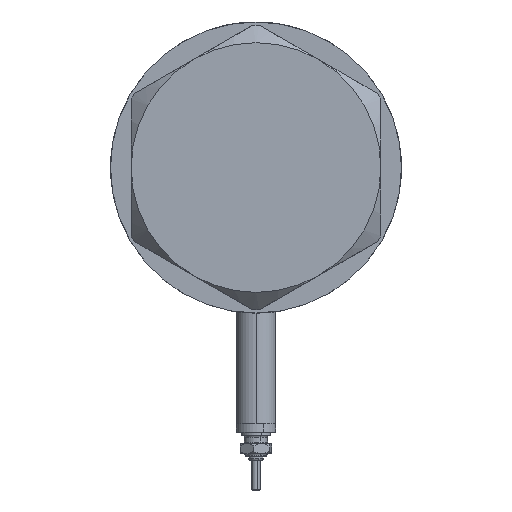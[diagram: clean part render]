
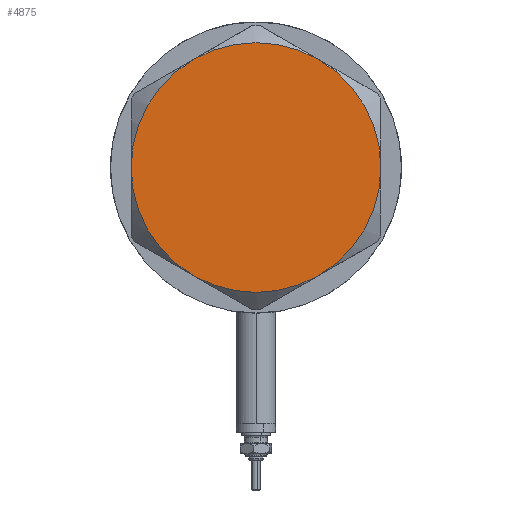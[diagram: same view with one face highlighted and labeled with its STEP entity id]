
A CAD part, left-side view. The second image highlights one B-rep face of the part: STEP entity #4875.
In plain terms, the highlighted face is planar.
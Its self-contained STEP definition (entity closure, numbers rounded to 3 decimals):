
#135 = ORIENTED_EDGE ( 'NONE', *, *, #1036, .T. ) ;
#204 = CARTESIAN_POINT ( 'NONE',  ( 0., 0., 13. ) ) ;
#241 = ORIENTED_EDGE ( 'NONE', *, *, #2132, .T. ) ;
#247 = VERTEX_POINT ( 'NONE', #1806 ) ;
#391 = DIRECTION ( 'NONE',  ( 1., 0., 0. ) ) ;
#864 = AXIS2_PLACEMENT_3D ( 'NONE', #4547, #2776, #5901 ) ;
#865 = CIRCLE ( 'NONE', #3835, 37.75 ) ;
#1036 = EDGE_CURVE ( 'NONE', #1847, #5008, #1324, .T. ) ;
#1087 = PLANE ( 'NONE',  #4316 ) ;
#1116 = DIRECTION ( 'NONE',  ( 0., 0., 1. ) ) ;
#1306 = DIRECTION ( 'NONE',  ( 0., 0., 1. ) ) ;
#1324 = CIRCLE ( 'NONE', #4674, 37.75 ) ;
#1333 = CIRCLE ( 'NONE', #5872, 37.75 ) ;
#1565 = EDGE_LOOP ( 'NONE', ( #241, #135, #4159, #3747, #3159, #4151 ) ) ;
#1802 = CARTESIAN_POINT ( 'NONE',  ( -18.875, -32.692, 13. ) ) ;
#1806 = CARTESIAN_POINT ( 'NONE',  ( 18.875, -32.692, 13. ) ) ;
#1847 = VERTEX_POINT ( 'NONE', #3760 ) ;
#2070 = CARTESIAN_POINT ( 'NONE',  ( 0., 0., 13. ) ) ;
#2100 = FACE_OUTER_BOUND ( 'NONE', #1565, .T. ) ;
#2132 = EDGE_CURVE ( 'NONE', #247, #1847, #1333, .T. ) ;
#2207 = CARTESIAN_POINT ( 'NONE',  ( -18.875, 32.692, 13. ) ) ;
#2501 = AXIS2_PLACEMENT_3D ( 'NONE', #4735, #4645, #5202 ) ;
#2776 = DIRECTION ( 'NONE',  ( 0., 0., 1. ) ) ;
#2822 = VERTEX_POINT ( 'NONE', #3454 ) ;
#2880 = CARTESIAN_POINT ( 'NONE',  ( 0., 0., 13. ) ) ;
#2983 = DIRECTION ( 'NONE',  ( 0., 0., 1. ) ) ;
#3079 = CIRCLE ( 'NONE', #864, 37.75 ) ;
#3159 = ORIENTED_EDGE ( 'NONE', *, *, #3549, .T. ) ;
#3290 = EDGE_CURVE ( 'NONE', #5935, #247, #5594, .T. ) ;
#3449 = CIRCLE ( 'NONE', #4413, 37.75 ) ;
#3454 = CARTESIAN_POINT ( 'NONE',  ( -37.75, 0., 13. ) ) ;
#3549 = EDGE_CURVE ( 'NONE', #2822, #5935, #865, .T. ) ;
#3747 = ORIENTED_EDGE ( 'NONE', *, *, #5666, .T. ) ;
#3760 = CARTESIAN_POINT ( 'NONE',  ( 37.75, 0., 13. ) ) ;
#3769 = DIRECTION ( 'NONE',  ( 0., 0., 1. ) ) ;
#3835 = AXIS2_PLACEMENT_3D ( 'NONE', #5053, #5154, #5715 ) ;
#3938 = VERTEX_POINT ( 'NONE', #2207 ) ;
#4041 = CARTESIAN_POINT ( 'NONE',  ( 0., 0., 13. ) ) ;
#4151 = ORIENTED_EDGE ( 'NONE', *, *, #3290, .T. ) ;
#4159 = ORIENTED_EDGE ( 'NONE', *, *, #5904, .T. ) ;
#4316 = AXIS2_PLACEMENT_3D ( 'NONE', #2070, #1116, #4794 ) ;
#4363 = DIRECTION ( 'NONE',  ( 1., 0., 0. ) ) ;
#4413 = AXIS2_PLACEMENT_3D ( 'NONE', #4041, #1306, #391 ) ;
#4547 = CARTESIAN_POINT ( 'NONE',  ( 0., 0., 13. ) ) ;
#4645 = DIRECTION ( 'NONE',  ( 0., 0., 1. ) ) ;
#4674 = AXIS2_PLACEMENT_3D ( 'NONE', #2880, #3769, #5057 ) ;
#4735 = CARTESIAN_POINT ( 'NONE',  ( 0., 0., 13. ) ) ;
#4794 = DIRECTION ( 'NONE',  ( 1., 0., 0. ) ) ;
#4875 = ADVANCED_FACE ( 'NONE', ( #2100 ), #1087, .T. ) ;
#5008 = VERTEX_POINT ( 'NONE', #5543 ) ;
#5053 = CARTESIAN_POINT ( 'NONE',  ( 0., 0., 13. ) ) ;
#5057 = DIRECTION ( 'NONE',  ( 1., 0., 0. ) ) ;
#5154 = DIRECTION ( 'NONE',  ( 0., 0., 1. ) ) ;
#5202 = DIRECTION ( 'NONE',  ( 1., 0., 0. ) ) ;
#5543 = CARTESIAN_POINT ( 'NONE',  ( 18.875, 32.692, 13. ) ) ;
#5594 = CIRCLE ( 'NONE', #2501, 37.75 ) ;
#5666 = EDGE_CURVE ( 'NONE', #3938, #2822, #3449, .T. ) ;
#5715 = DIRECTION ( 'NONE',  ( 1., 0., 0. ) ) ;
#5872 = AXIS2_PLACEMENT_3D ( 'NONE', #204, #2983, #4363 ) ;
#5901 = DIRECTION ( 'NONE',  ( 1., 0., 0. ) ) ;
#5904 = EDGE_CURVE ( 'NONE', #5008, #3938, #3079, .T. ) ;
#5935 = VERTEX_POINT ( 'NONE', #1802 ) ;
